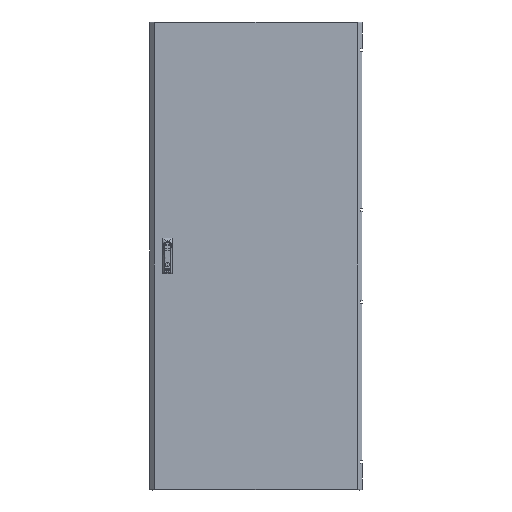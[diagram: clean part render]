
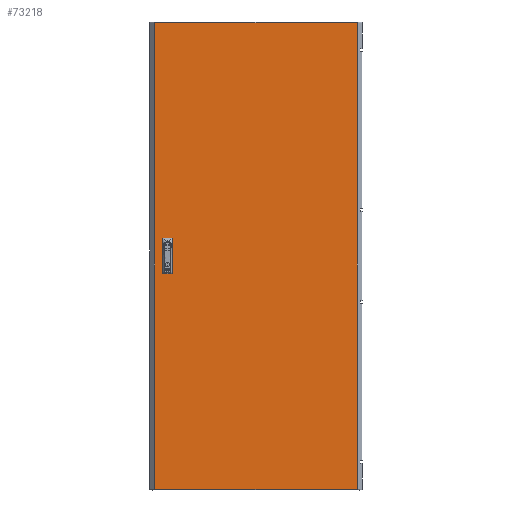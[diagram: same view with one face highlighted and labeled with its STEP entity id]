
A CAD part, top view. The second image highlights one B-rep face of the part: STEP entity #73218.
In plain terms, the highlighted planar face has unit normal (0, 0, 1).
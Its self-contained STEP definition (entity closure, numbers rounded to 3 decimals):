
#2314 = EDGE_CURVE ( 'NONE', #66069, #40302, #56944, .T. ) ;
#3022 = CARTESIAN_POINT ( 'NONE',  ( 377.875, 869.5, 0. ) ) ;
#3413 = LINE ( 'NONE', #132521, #32153 ) ;
#5240 = CARTESIAN_POINT ( 'NONE',  ( -317.5, -62.5, 0. ) ) ;
#5883 = VECTOR ( 'NONE', #113686, 1000. ) ;
#7306 = EDGE_CURVE ( 'NONE', #120878, #66069, #3413, .T. ) ;
#8762 = EDGE_LOOP ( 'NONE', ( #40961, #39453, #52957, #97831 ) ) ;
#9041 = VECTOR ( 'NONE', #123353, 1000. ) ;
#11461 = LINE ( 'NONE', #107940, #54261 ) ;
#11495 = CARTESIAN_POINT ( 'NONE',  ( -317.5, -12.5, 0. ) ) ;
#11975 = VERTEX_POINT ( 'NONE', #13767 ) ;
#12271 = VERTEX_POINT ( 'NONE', #11495 ) ;
#12701 = LINE ( 'NONE', #116506, #104481 ) ;
#13409 = VERTEX_POINT ( 'NONE', #73103 ) ;
#13767 = CARTESIAN_POINT ( 'NONE',  ( -317.5, -62.5, 0. ) ) ;
#16715 = EDGE_CURVE ( 'NONE', #18440, #88764, #25783, .T. ) ;
#17100 = LINE ( 'NONE', #17766, #129637 ) ;
#17766 = CARTESIAN_POINT ( 'NONE',  ( -377.875, -869.5, 0. ) ) ;
#18084 = DIRECTION ( 'NONE',  ( 1., 0., 0. ) ) ;
#18440 = VERTEX_POINT ( 'NONE', #3022 ) ;
#18543 = LINE ( 'NONE', #125689, #55357 ) ;
#18639 = EDGE_CURVE ( 'NONE', #59600, #55244, #18543, .T. ) ;
#19866 = CARTESIAN_POINT ( 'NONE',  ( -377.875, -869.5, 0. ) ) ;
#22995 = ORIENTED_EDGE ( 'NONE', *, *, #114661, .F. ) ;
#23420 = CARTESIAN_POINT ( 'NONE',  ( -317.5, 12.5, 0. ) ) ;
#24653 = DIRECTION ( 'NONE',  ( 0., 1., 0. ) ) ;
#25403 = CARTESIAN_POINT ( 'NONE',  ( -342.5, -12.5, 0. ) ) ;
#25783 = LINE ( 'NONE', #69027, #77745 ) ;
#27127 = CARTESIAN_POINT ( 'NONE',  ( -342.5, 62.5, 0. ) ) ;
#27734 = DIRECTION ( 'NONE',  ( 0., -1., 0. ) ) ;
#28718 = VECTOR ( 'NONE', #136417, 1000. ) ;
#28888 = FACE_BOUND ( 'NONE', #64771, .T. ) ;
#31302 = DIRECTION ( 'NONE',  ( 1., 0., 0. ) ) ;
#32153 = VECTOR ( 'NONE', #24653, 1000. ) ;
#36188 = EDGE_CURVE ( 'NONE', #88764, #46828, #17100, .T. ) ;
#37121 = DIRECTION ( 'NONE',  ( -1., 0., 0. ) ) ;
#39453 = ORIENTED_EDGE ( 'NONE', *, *, #16715, .T. ) ;
#40302 = VERTEX_POINT ( 'NONE', #120021 ) ;
#40961 = ORIENTED_EDGE ( 'NONE', *, *, #75196, .T. ) ;
#41301 = CARTESIAN_POINT ( 'NONE',  ( 377.875, -869.5, 0. ) ) ;
#45289 = CARTESIAN_POINT ( 'NONE',  ( 377.875, -869.5, 0. ) ) ;
#46828 = VERTEX_POINT ( 'NONE', #126948 ) ;
#47854 = EDGE_CURVE ( 'NONE', #55244, #11975, #12701, .T. ) ;
#50461 = DIRECTION ( 'NONE',  ( 0., -1., 0. ) ) ;
#52957 = ORIENTED_EDGE ( 'NONE', *, *, #36188, .T. ) ;
#54261 = VECTOR ( 'NONE', #18084, 1000. ) ;
#55244 = VERTEX_POINT ( 'NONE', #60502 ) ;
#55357 = VECTOR ( 'NONE', #50461, 1000. ) ;
#56944 = LINE ( 'NONE', #27127, #5883 ) ;
#57443 = DIRECTION ( 'NONE',  ( -1., 0., 0. ) ) ;
#59600 = VERTEX_POINT ( 'NONE', #25403 ) ;
#60502 = CARTESIAN_POINT ( 'NONE',  ( -342.5, -62.5, 0. ) ) ;
#63094 = DIRECTION ( 'NONE',  ( 1., 0., 0. ) ) ;
#64771 = EDGE_LOOP ( 'NONE', ( #100118, #22995, #111969, #68126 ) ) ;
#65512 = FACE_BOUND ( 'NONE', #110152, .T. ) ;
#66069 = VERTEX_POINT ( 'NONE', #78601 ) ;
#68126 = ORIENTED_EDGE ( 'NONE', *, *, #18639, .F. ) ;
#69027 = CARTESIAN_POINT ( 'NONE',  ( -377.875, 869.5, 0. ) ) ;
#69135 = EDGE_CURVE ( 'NONE', #13409, #120878, #11461, .T. ) ;
#69897 = EDGE_CURVE ( 'NONE', #40302, #13409, #80066, .T. ) ;
#70354 = CARTESIAN_POINT ( 'NONE',  ( -377.875, 869.5, 0. ) ) ;
#72861 = PLANE ( 'NONE',  #104435 ) ;
#73103 = CARTESIAN_POINT ( 'NONE',  ( -342.5, 12.5, 0. ) ) ;
#73218 = ADVANCED_FACE ( 'NONE', ( #65512, #28888, #118781 ), #72861, .F. ) ;
#75196 = EDGE_CURVE ( 'NONE', #81746, #18440, #89994, .T. ) ;
#76145 = EDGE_CURVE ( 'NONE', #46828, #81746, #115653, .T. ) ;
#76183 = DIRECTION ( 'NONE',  ( -1., 0., 0. ) ) ;
#77745 = VECTOR ( 'NONE', #37121, 1000. ) ;
#78601 = CARTESIAN_POINT ( 'NONE',  ( -317.5, 62.5, 0. ) ) ;
#79425 = LINE ( 'NONE', #122723, #125798 ) ;
#79788 = EDGE_CURVE ( 'NONE', #12271, #59600, #79425, .T. ) ;
#80066 = LINE ( 'NONE', #136036, #9041 ) ;
#81746 = VERTEX_POINT ( 'NONE', #41301 ) ;
#82058 = VECTOR ( 'NONE', #89320, 1000. ) ;
#86863 = CARTESIAN_POINT ( 'NONE',  ( 0., 0., 0. ) ) ;
#88764 = VERTEX_POINT ( 'NONE', #70354 ) ;
#89320 = DIRECTION ( 'NONE',  ( 0., 1., 0. ) ) ;
#89994 = LINE ( 'NONE', #45289, #82058 ) ;
#97831 = ORIENTED_EDGE ( 'NONE', *, *, #76145, .T. ) ;
#98616 = ORIENTED_EDGE ( 'NONE', *, *, #69897, .F. ) ;
#98885 = DIRECTION ( 'NONE',  ( 0., 0., -1. ) ) ;
#100118 = ORIENTED_EDGE ( 'NONE', *, *, #79788, .F. ) ;
#102426 = LINE ( 'NONE', #5240, #28718 ) ;
#104435 = AXIS2_PLACEMENT_3D ( 'NONE', #86863, #98885, #76183 ) ;
#104481 = VECTOR ( 'NONE', #31302, 1000. ) ;
#107940 = CARTESIAN_POINT ( 'NONE',  ( -342.5, 12.5, 0. ) ) ;
#110152 = EDGE_LOOP ( 'NONE', ( #110603, #115592, #136207, #98616 ) ) ;
#110603 = ORIENTED_EDGE ( 'NONE', *, *, #2314, .F. ) ;
#111969 = ORIENTED_EDGE ( 'NONE', *, *, #47854, .F. ) ;
#113686 = DIRECTION ( 'NONE',  ( -1., 0., 0. ) ) ;
#114661 = EDGE_CURVE ( 'NONE', #11975, #12271, #102426, .T. ) ;
#115592 = ORIENTED_EDGE ( 'NONE', *, *, #7306, .F. ) ;
#115653 = LINE ( 'NONE', #19866, #138842 ) ;
#116506 = CARTESIAN_POINT ( 'NONE',  ( -342.5, -62.5, 0. ) ) ;
#118781 = FACE_OUTER_BOUND ( 'NONE', #8762, .T. ) ;
#120021 = CARTESIAN_POINT ( 'NONE',  ( -342.5, 62.5, 0. ) ) ;
#120878 = VERTEX_POINT ( 'NONE', #23420 ) ;
#122723 = CARTESIAN_POINT ( 'NONE',  ( -342.5, -12.5, 0. ) ) ;
#123353 = DIRECTION ( 'NONE',  ( 0., -1., 0. ) ) ;
#125689 = CARTESIAN_POINT ( 'NONE',  ( -342.5, -62.5, 0. ) ) ;
#125798 = VECTOR ( 'NONE', #57443, 1000. ) ;
#126948 = CARTESIAN_POINT ( 'NONE',  ( -377.875, -869.5, 0. ) ) ;
#129637 = VECTOR ( 'NONE', #27734, 1000. ) ;
#132521 = CARTESIAN_POINT ( 'NONE',  ( -317.5, 12.5, 0. ) ) ;
#136036 = CARTESIAN_POINT ( 'NONE',  ( -342.5, 12.5, 0. ) ) ;
#136207 = ORIENTED_EDGE ( 'NONE', *, *, #69135, .F. ) ;
#136417 = DIRECTION ( 'NONE',  ( 0., 1., 0. ) ) ;
#138842 = VECTOR ( 'NONE', #63094, 1000. ) ;
